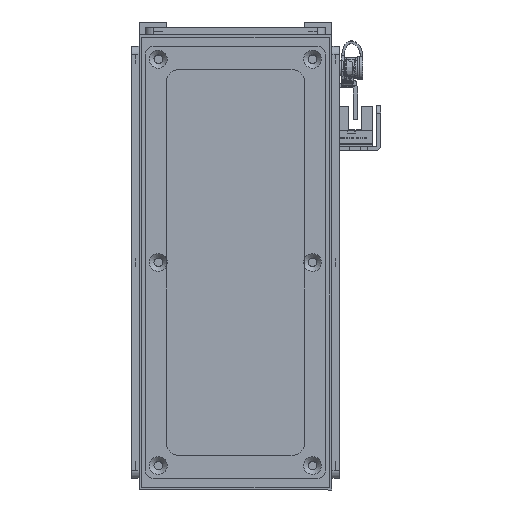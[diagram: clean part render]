
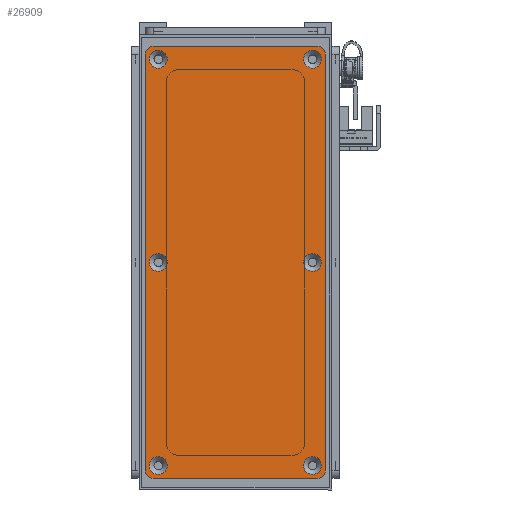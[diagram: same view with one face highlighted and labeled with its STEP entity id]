
A CAD part, left-side view. The second image highlights one B-rep face of the part: STEP entity #26909.
In plain terms, the highlighted face is planar.
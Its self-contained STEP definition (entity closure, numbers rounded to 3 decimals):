
#1272=FACE_BOUND('',#5293,.T.);
#1273=FACE_BOUND('',#5294,.T.);
#1274=FACE_BOUND('',#5295,.T.);
#1275=FACE_BOUND('',#5296,.T.);
#1276=FACE_BOUND('',#5297,.T.);
#1277=FACE_BOUND('',#5298,.T.);
#1948=PLANE('',#30206);
#3359=FACE_OUTER_BOUND('',#5292,.T.);
#5292=EDGE_LOOP('',(#24669,#24670,#24671,#24672,#24673,#24674,#24675,#24676));
#5293=EDGE_LOOP('',(#24677));
#5294=EDGE_LOOP('',(#24678));
#5295=EDGE_LOOP('',(#24679));
#5296=EDGE_LOOP('',(#24680));
#5297=EDGE_LOOP('',(#24681));
#5298=EDGE_LOOP('',(#24682));
#7487=LINE('',#47018,#9677);
#7490=LINE('',#47026,#9680);
#7493=LINE('',#47034,#9683);
#7496=LINE('',#47041,#9686);
#9677=VECTOR('',#38066,10.);
#9680=VECTOR('',#38075,10.);
#9683=VECTOR('',#38084,10.);
#9686=VECTOR('',#38093,10.);
#11068=CIRCLE('',#30160,3.45);
#11071=CIRCLE('',#30165,3.45);
#11074=CIRCLE('',#30170,3.45);
#11077=CIRCLE('',#30175,3.45);
#11080=CIRCLE('',#30180,3.45);
#11083=CIRCLE('',#30185,3.45);
#11090=CIRCLE('',#30195,3.);
#11091=CIRCLE('',#30198,3.);
#11092=CIRCLE('',#30201,3.);
#11093=CIRCLE('',#30204,3.);
#13536=VERTEX_POINT('',#46934);
#13539=VERTEX_POINT('',#46944);
#13542=VERTEX_POINT('',#46954);
#13545=VERTEX_POINT('',#46964);
#13548=VERTEX_POINT('',#46974);
#13551=VERTEX_POINT('',#46984);
#13562=VERTEX_POINT('',#47011);
#13563=VERTEX_POINT('',#47013);
#13564=VERTEX_POINT('',#47017);
#13565=VERTEX_POINT('',#47021);
#13566=VERTEX_POINT('',#47025);
#13567=VERTEX_POINT('',#47029);
#13568=VERTEX_POINT('',#47033);
#13569=VERTEX_POINT('',#47037);
#17229=EDGE_CURVE('',#13536,#13536,#11068,.T.);
#17234=EDGE_CURVE('',#13539,#13539,#11071,.T.);
#17239=EDGE_CURVE('',#13542,#13542,#11074,.T.);
#17244=EDGE_CURVE('',#13545,#13545,#11077,.T.);
#17249=EDGE_CURVE('',#13548,#13548,#11080,.T.);
#17254=EDGE_CURVE('',#13551,#13551,#11083,.T.);
#17268=EDGE_CURVE('',#13563,#13562,#11090,.T.);
#17270=EDGE_CURVE('',#13564,#13563,#7487,.T.);
#17272=EDGE_CURVE('',#13565,#13564,#11091,.T.);
#17274=EDGE_CURVE('',#13566,#13565,#7490,.T.);
#17276=EDGE_CURVE('',#13567,#13566,#11092,.T.);
#17278=EDGE_CURVE('',#13568,#13567,#7493,.T.);
#17280=EDGE_CURVE('',#13569,#13568,#11093,.T.);
#17282=EDGE_CURVE('',#13562,#13569,#7496,.T.);
#24669=ORIENTED_EDGE('',*,*,#17282,.T.);
#24670=ORIENTED_EDGE('',*,*,#17280,.T.);
#24671=ORIENTED_EDGE('',*,*,#17278,.T.);
#24672=ORIENTED_EDGE('',*,*,#17276,.T.);
#24673=ORIENTED_EDGE('',*,*,#17274,.T.);
#24674=ORIENTED_EDGE('',*,*,#17272,.T.);
#24675=ORIENTED_EDGE('',*,*,#17270,.T.);
#24676=ORIENTED_EDGE('',*,*,#17268,.T.);
#24677=ORIENTED_EDGE('',*,*,#17229,.T.);
#24678=ORIENTED_EDGE('',*,*,#17234,.T.);
#24679=ORIENTED_EDGE('',*,*,#17239,.T.);
#24680=ORIENTED_EDGE('',*,*,#17244,.T.);
#24681=ORIENTED_EDGE('',*,*,#17249,.T.);
#24682=ORIENTED_EDGE('',*,*,#17254,.T.);
#26909=ADVANCED_FACE('',(#3359,#1272,#1273,#1274,#1275,#1276,#1277),#1948,
 .T.);
#30160=AXIS2_PLACEMENT_3D('',#46935,#37974,#37975);
#30165=AXIS2_PLACEMENT_3D('',#46945,#37986,#37987);
#30170=AXIS2_PLACEMENT_3D('',#46955,#37998,#37999);
#30175=AXIS2_PLACEMENT_3D('',#46965,#38010,#38011);
#30180=AXIS2_PLACEMENT_3D('',#46975,#38022,#38023);
#30185=AXIS2_PLACEMENT_3D('',#46985,#38034,#38035);
#30195=AXIS2_PLACEMENT_3D('',#47014,#38061,#38062);
#30198=AXIS2_PLACEMENT_3D('',#47022,#38070,#38071);
#30201=AXIS2_PLACEMENT_3D('',#47030,#38079,#38080);
#30204=AXIS2_PLACEMENT_3D('',#47038,#38088,#38089);
#30206=AXIS2_PLACEMENT_3D('',#47042,#38094,#38095);
#37974=DIRECTION('center_axis',(0.,0.,-1.));
#37975=DIRECTION('ref_axis',(1.,0.,0.));
#37986=DIRECTION('center_axis',(0.,0.,-1.));
#37987=DIRECTION('ref_axis',(1.,0.,0.));
#37998=DIRECTION('center_axis',(0.,0.,-1.));
#37999=DIRECTION('ref_axis',(1.,0.,0.));
#38010=DIRECTION('center_axis',(0.,0.,-1.));
#38011=DIRECTION('ref_axis',(1.,0.,0.));
#38022=DIRECTION('center_axis',(0.,0.,-1.));
#38023=DIRECTION('ref_axis',(1.,0.,0.));
#38034=DIRECTION('center_axis',(0.,0.,-1.));
#38035=DIRECTION('ref_axis',(1.,0.,0.));
#38061=DIRECTION('center_axis',(0.,0.,1.));
#38062=DIRECTION('ref_axis',(-1.,0.,0.));
#38066=DIRECTION('',(0.,1.,0.));
#38070=DIRECTION('center_axis',(0.,0.,1.));
#38071=DIRECTION('ref_axis',(0.,1.,0.));
#38075=DIRECTION('',(1.,0.,0.));
#38079=DIRECTION('center_axis',(0.,0.,1.));
#38080=DIRECTION('ref_axis',(1.,0.,0.));
#38084=DIRECTION('',(0.,-1.,0.));
#38088=DIRECTION('center_axis',(0.,0.,1.));
#38089=DIRECTION('ref_axis',(0.,-1.,0.));
#38093=DIRECTION('',(-1.,0.,0.));
#38094=DIRECTION('center_axis',(0.,0.,1.));
#38095=DIRECTION('ref_axis',(1.,0.,0.));
#46934=CARTESIAN_POINT('',(-3.45,30.,1.5));
#46935=CARTESIAN_POINT('Origin',(0.,30.,1.5));
#46944=CARTESIAN_POINT('',(75.55,-30.,1.5));
#46945=CARTESIAN_POINT('Origin',(79.,-30.,1.5));
#46954=CARTESIAN_POINT('',(-82.45,30.,1.5));
#46955=CARTESIAN_POINT('Origin',(-79.,30.,1.5));
#46964=CARTESIAN_POINT('',(75.55,30.,1.5));
#46965=CARTESIAN_POINT('Origin',(79.,30.,1.5));
#46974=CARTESIAN_POINT('',(-82.45,-30.,1.5));
#46975=CARTESIAN_POINT('Origin',(-79.,-30.,1.5));
#46984=CARTESIAN_POINT('',(-3.45,-30.,1.5));
#46985=CARTESIAN_POINT('Origin',(0.,-30.,1.5));
#47011=CARTESIAN_POINT('',(81.,35.,1.5));
#47013=CARTESIAN_POINT('',(84.,32.,1.5));
#47014=CARTESIAN_POINT('Origin',(81.,32.,1.5));
#47017=CARTESIAN_POINT('',(84.,-32.,1.5));
#47018=CARTESIAN_POINT('',(84.,32.,1.5));
#47021=CARTESIAN_POINT('',(81.,-35.,1.5));
#47022=CARTESIAN_POINT('Origin',(81.,-32.,1.5));
#47025=CARTESIAN_POINT('',(-81.,-35.,1.5));
#47026=CARTESIAN_POINT('',(81.,-35.,1.5));
#47029=CARTESIAN_POINT('',(-84.,-32.,1.5));
#47030=CARTESIAN_POINT('Origin',(-81.,-32.,1.5));
#47033=CARTESIAN_POINT('',(-84.,32.,1.5));
#47034=CARTESIAN_POINT('',(-84.,-32.,1.5));
#47037=CARTESIAN_POINT('',(-81.,35.,1.5));
#47038=CARTESIAN_POINT('Origin',(-81.,32.,1.5));
#47041=CARTESIAN_POINT('',(-81.,35.,1.5));
#47042=CARTESIAN_POINT('Origin',(0.,0.,
1.5));
